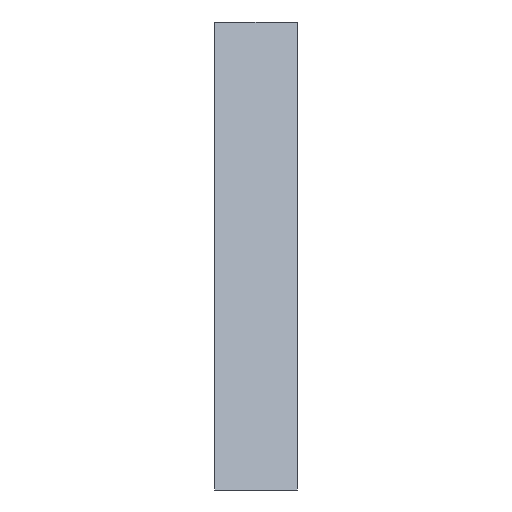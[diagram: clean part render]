
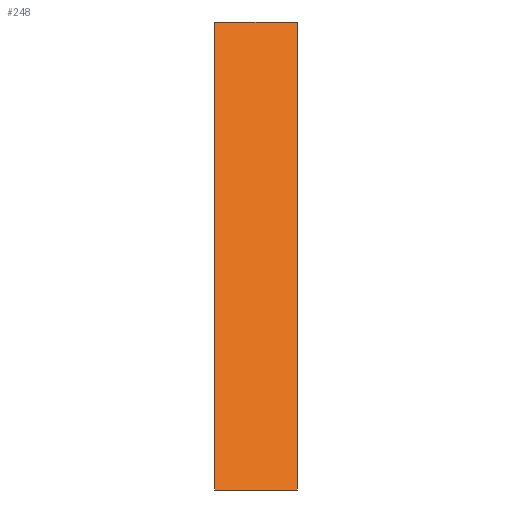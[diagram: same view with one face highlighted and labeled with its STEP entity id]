
A CAD part, front view. The second image highlights one B-rep face of the part: STEP entity #248.
In plain terms, the highlighted planar face has unit normal (0, -0.707, 0.707).
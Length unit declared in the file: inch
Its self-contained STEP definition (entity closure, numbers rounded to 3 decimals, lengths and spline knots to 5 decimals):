
#135=CARTESIAN_POINT('',(-1.5,0.,16.97056));
#136=VERTEX_POINT('',#135);
#137=CARTESIAN_POINT('',(-1.5,-16.97056,0.));
#138=VERTEX_POINT('',#137);
#139=CARTESIAN_POINT('',(-1.5,0.,16.97056));
#140=DIRECTION('',(0.,-0.707,-0.707));
#141=VECTOR('',#140,24.);
#142=LINE('',#139,#141);
#143=EDGE_CURVE('',#136,#138,#142,.T.);
#177=CARTESIAN_POINT('',(1.5,-16.97056,0.));
#178=VERTEX_POINT('',#177);
#185=CARTESIAN_POINT('',(-1.5,-16.97056,0.));
#186=DIRECTION('',(1.0,0.0,0.0));
#187=VECTOR('',#186,3.0);
#188=LINE('',#185,#187);
#189=EDGE_CURVE('',#138,#178,#188,.T.);
#225=CARTESIAN_POINT('',(0.,-4.24264,12.72792));
#226=DIRECTION('',(0.,-0.707,0.707));
#227=DIRECTION('',(1.0,0.0,0.0));
#228=AXIS2_PLACEMENT_3D('',#225,#226,#227);
#229=PLANE('',#228);
#230=CARTESIAN_POINT('',(1.5,0.,16.97056));
#231=VERTEX_POINT('',#230);
#232=CARTESIAN_POINT('',(1.5,-16.97056,0.));
#233=DIRECTION('',(0.,0.707,0.707));
#234=VECTOR('',#233,24.);
#235=LINE('',#232,#234);
#236=EDGE_CURVE('',#178,#231,#235,.T.);
#237=ORIENTED_EDGE('',*,*,#236,.T.);
#238=CARTESIAN_POINT('',(-1.5,0.,16.97056));
#239=DIRECTION('',(1.0,0.0,0.0));
#240=VECTOR('',#239,3.0);
#241=LINE('',#238,#240);
#242=EDGE_CURVE('',#136,#231,#241,.T.);
#243=ORIENTED_EDGE('',*,*,#242,.F.);
#244=ORIENTED_EDGE('',*,*,#143,.T.);
#245=ORIENTED_EDGE('',*,*,#189,.T.);
#246=EDGE_LOOP('',(#237,#243,#244,#245));
#247=FACE_OUTER_BOUND('',#246,.T.);
#248=ADVANCED_FACE('',(#247),#229,.T.);
